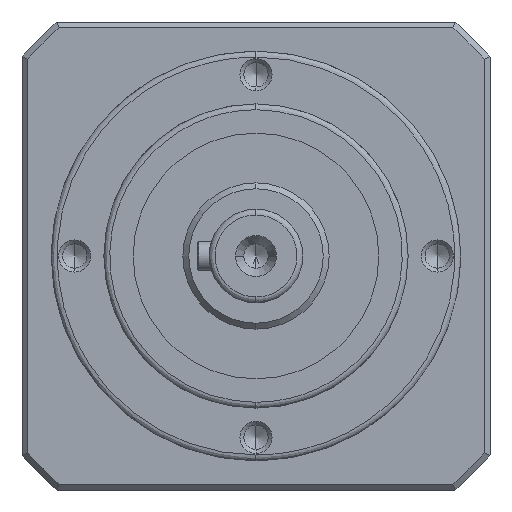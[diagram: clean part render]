
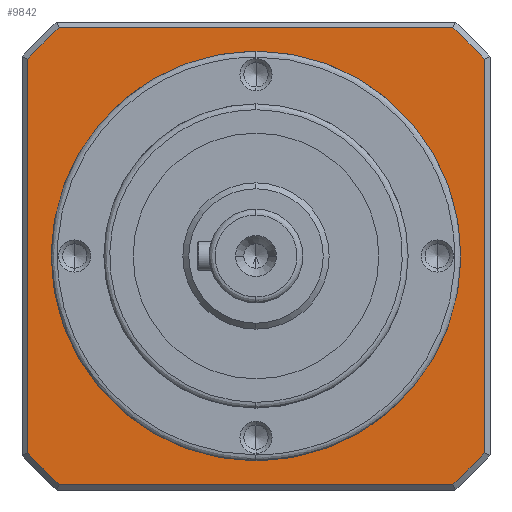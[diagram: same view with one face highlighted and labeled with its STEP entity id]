
A CAD part, left-side view. The second image highlights one B-rep face of the part: STEP entity #9842.
In plain terms, the highlighted face is planar.
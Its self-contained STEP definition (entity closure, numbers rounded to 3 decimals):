
#497 = CARTESIAN_POINT ( 'NONE',  ( 39., 0., 3.5 ) ) ;
#675 = DIRECTION ( 'NONE',  ( 0., 0., 1. ) ) ;
#1017 = DIRECTION ( 'NONE',  ( 0., -1., 0. ) ) ;
#1962 = CARTESIAN_POINT ( 'NONE',  ( 28.5, 0., 3.5 ) ) ;
#3084 = CARTESIAN_POINT ( 'NONE',  ( 0., 0., 3.5 ) ) ;
#3505 = DIRECTION ( 'NONE',  ( 0., 0., -1. ) ) ;
#4044 = ORIENTED_EDGE ( 'NONE', *, *, #15477, .F. ) ;
#4085 = AXIS2_PLACEMENT_3D ( 'NONE', #17700, #6013, #19450 ) ;
#4847 = EDGE_LOOP ( 'NONE', ( #19662, #20089, #21136, #22582, #4044, #5704, #21750, #10561 ) ) ;
#4904 = CIRCLE ( 'NONE', #12546, 51.5 ) ;
#4962 = CARTESIAN_POINT ( 'NONE',  ( 0., -39., 3.5 ) ) ;
#4987 = CARTESIAN_POINT ( 'NONE',  ( 0., 0., 3.5 ) ) ;
#5045 = DIRECTION ( 'NONE',  ( 1., 0., 0. ) ) ;
#5380 = VERTEX_POINT ( 'NONE', #23475 ) ;
#5520 = LINE ( 'NONE', #497, #10867 ) ;
#5704 = ORIENTED_EDGE ( 'NONE', *, *, #15470, .F. ) ;
#6013 = DIRECTION ( 'NONE',  ( 0., 0., -1. ) ) ;
#6702 = CARTESIAN_POINT ( 'NONE',  ( 39., 33.634, 3.5 ) ) ;
#6911 = DIRECTION ( 'NONE',  ( 1., 0., 0. ) ) ;
#6939 = EDGE_LOOP ( 'NONE', ( #15530, #16333 ) ) ;
#7179 = CARTESIAN_POINT ( 'NONE',  ( -33.634, -39., 3.5 ) ) ;
#7211 = CARTESIAN_POINT ( 'NONE',  ( 39., -33.634, 3.5 ) ) ;
#8001 = CARTESIAN_POINT ( 'NONE',  ( 33.634, -39., 3.5 ) ) ;
#8347 = CIRCLE ( 'NONE', #13517, 51.5 ) ;
#8631 = DIRECTION ( 'NONE',  ( -1., 0., 0. ) ) ;
#8806 = DIRECTION ( 'NONE',  ( 0., 0., 1. ) ) ;
#8940 = CARTESIAN_POINT ( 'NONE',  ( -39., 33.634, 3.5 ) ) ;
#9296 = LINE ( 'NONE', #14672, #14374 ) ;
#9327 = DIRECTION ( 'NONE',  ( 0., 0., 1. ) ) ;
#9329 = VERTEX_POINT ( 'NONE', #8940 ) ;
#9403 = VERTEX_POINT ( 'NONE', #7211 ) ;
#9694 = FACE_BOUND ( 'NONE', #6939, .T. ) ;
#9842 = ADVANCED_FACE ( 'NONE', ( #9694, #14745 ), #23667, .F. ) ;
#10145 = VERTEX_POINT ( 'NONE', #17775 ) ;
#10561 = ORIENTED_EDGE ( 'NONE', *, *, #15620, .F. ) ;
#10748 = VERTEX_POINT ( 'NONE', #6702 ) ;
#10867 = VECTOR ( 'NONE', #23252, 1000. ) ;
#11391 = VERTEX_POINT ( 'NONE', #20853 ) ;
#11659 = VERTEX_POINT ( 'NONE', #7179 ) ;
#11830 = VERTEX_POINT ( 'NONE', #8001 ) ;
#11836 = EDGE_CURVE ( 'NONE', #14809, #14982, #14714, .T. ) ;
#12273 = AXIS2_PLACEMENT_3D ( 'NONE', #15166, #3505, #17098 ) ;
#12441 = CARTESIAN_POINT ( 'NONE',  ( 0., 0., 3.5 ) ) ;
#12546 = AXIS2_PLACEMENT_3D ( 'NONE', #20524, #9327, #22291 ) ;
#13085 = AXIS2_PLACEMENT_3D ( 'NONE', #3084, #16678, #5045 ) ;
#13335 = AXIS2_PLACEMENT_3D ( 'NONE', #20072, #8806, #21828 ) ;
#13489 = LINE ( 'NONE', #18168, #18521 ) ;
#13517 = AXIS2_PLACEMENT_3D ( 'NONE', #12441, #675, #14339 ) ;
#14339 = DIRECTION ( 'NONE',  ( 1., 0., 0. ) ) ;
#14374 = VECTOR ( 'NONE', #1017, 1000. ) ;
#14672 = CARTESIAN_POINT ( 'NONE',  ( -39., 0., 3.5 ) ) ;
#14714 = CIRCLE ( 'NONE', #4085, 28.5 ) ;
#14745 = FACE_OUTER_BOUND ( 'NONE', #4847, .T. ) ;
#14809 = VERTEX_POINT ( 'NONE', #15126 ) ;
#14982 = VERTEX_POINT ( 'NONE', #1962 ) ;
#15126 = CARTESIAN_POINT ( 'NONE',  ( -28.5, 0., 3.5 ) ) ;
#15166 = CARTESIAN_POINT ( 'NONE',  ( 0., 0., 3.5 ) ) ;
#15437 = EDGE_CURVE ( 'NONE', #9403, #10748, #5520, .T. ) ;
#15470 = EDGE_CURVE ( 'NONE', #10748, #5380, #8347, .T. ) ;
#15477 = EDGE_CURVE ( 'NONE', #5380, #10145, #13489, .T. ) ;
#15499 = EDGE_CURVE ( 'NONE', #10145, #9329, #23203, .T. ) ;
#15530 = ORIENTED_EDGE ( 'NONE', *, *, #15643, .F. ) ;
#15534 = EDGE_CURVE ( 'NONE', #9329, #11391, #9296, .T. ) ;
#15570 = EDGE_CURVE ( 'NONE', #11391, #11659, #20938, .T. ) ;
#15577 = EDGE_CURVE ( 'NONE', #11659, #11830, #24060, .T. ) ;
#15620 = EDGE_CURVE ( 'NONE', #11830, #9403, #4904, .T. ) ;
#15643 = EDGE_CURVE ( 'NONE', #14982, #14809, #22612, .T. ) ;
#16333 = ORIENTED_EDGE ( 'NONE', *, *, #11836, .F. ) ;
#16678 = DIRECTION ( 'NONE',  ( 0., 0., 1. ) ) ;
#17098 = DIRECTION ( 'NONE',  ( 1., 0., 0. ) ) ;
#17700 = CARTESIAN_POINT ( 'NONE',  ( 0., 0., 3.5 ) ) ;
#17775 = CARTESIAN_POINT ( 'NONE',  ( -33.634, 39., 3.5 ) ) ;
#18168 = CARTESIAN_POINT ( 'NONE',  ( 0., 39., 3.5 ) ) ;
#18488 = DIRECTION ( 'NONE',  ( 0., 0., 1. ) ) ;
#18521 = VECTOR ( 'NONE', #8631, 1000. ) ;
#18545 = DIRECTION ( 'NONE',  ( 1., 0., 0. ) ) ;
#18792 = VECTOR ( 'NONE', #18545, 1000. ) ;
#19450 = DIRECTION ( 'NONE',  ( 1., 0., 0. ) ) ;
#19662 = ORIENTED_EDGE ( 'NONE', *, *, #15577, .F. ) ;
#20072 = CARTESIAN_POINT ( 'NONE',  ( 0., 0., 3.5 ) ) ;
#20089 = ORIENTED_EDGE ( 'NONE', *, *, #15570, .F. ) ;
#20524 = CARTESIAN_POINT ( 'NONE',  ( 0., 0., 3.5 ) ) ;
#20853 = CARTESIAN_POINT ( 'NONE',  ( -39., -33.634, 3.5 ) ) ;
#20938 = CIRCLE ( 'NONE', #13085, 51.5 ) ;
#21136 = ORIENTED_EDGE ( 'NONE', *, *, #15534, .F. ) ;
#21750 = ORIENTED_EDGE ( 'NONE', *, *, #15437, .F. ) ;
#21828 = DIRECTION ( 'NONE',  ( 1., 0., 0. ) ) ;
#22262 = AXIS2_PLACEMENT_3D ( 'NONE', #4987, #18488, #6911 ) ;
#22291 = DIRECTION ( 'NONE',  ( 1., 0., 0. ) ) ;
#22582 = ORIENTED_EDGE ( 'NONE', *, *, #15499, .F. ) ;
#22612 = CIRCLE ( 'NONE', #12273, 28.5 ) ;
#23203 = CIRCLE ( 'NONE', #13335, 51.5 ) ;
#23252 = DIRECTION ( 'NONE',  ( 0., 1., 0. ) ) ;
#23475 = CARTESIAN_POINT ( 'NONE',  ( 33.634, 39., 3.5 ) ) ;
#23667 = PLANE ( 'NONE',  #22262 ) ;
#24060 = LINE ( 'NONE', #4962, #18792 ) ;
